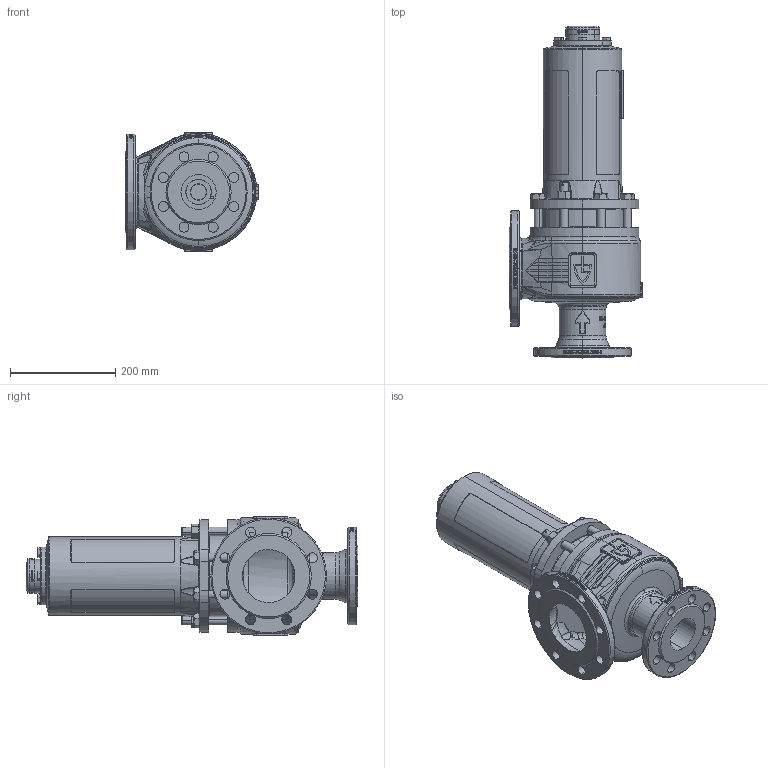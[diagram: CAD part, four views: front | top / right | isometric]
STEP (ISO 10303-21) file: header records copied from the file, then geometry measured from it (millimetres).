
FILE_DESCRIPTION (( 'STEP AP214' ), '1' );
FILE_NAME ('355TBGFO_65_FLFL_65100_MD.STEP', '2020-07-30T13:19:27', ( '' ), ( '' ), 'SwSTEP 2.0', 'SolidWorks 2020', '' );
FILE_SCHEMA (( 'AUTOMOTIVE_DESIGN' ));
Length unit declared in the file: millimetre
Products named in the file (1): 355TBGFO_65_FLFL_65100_MD
Bounding box: 255 x 631.85 x 225 mm (x, y, z)
Volume: 4634234.1 mm3; surface area: 974378.6 mm2
Topology: 20 solids, 20 shells, 2666 faces, 6793 edges, 4341 vertices
Faces by surface type: plane 1042, bspline 780, cylinder 499, cone 241, torus 103, sphere 1
Entity records: 217278 total; most frequent: CARTESIAN_POINT 129539, ORIENTED_EDGE 13484, DIRECTION 9892, EDGE_CURVE 6742, VERTEX_POINT 4341, AXIS2_PLACEMENT_3D 3891, EDGE_LOOP 2977, UNCERTAINTY_MEASURE_WITH_UNIT 2673
